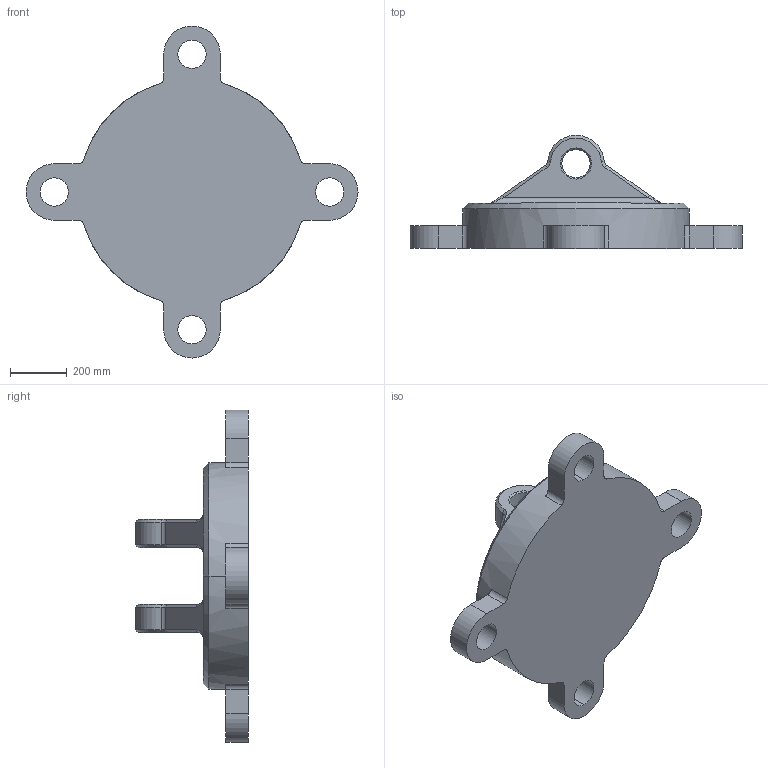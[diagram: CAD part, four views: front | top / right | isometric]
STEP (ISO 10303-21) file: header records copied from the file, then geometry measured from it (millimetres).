
FILE_DESCRIPTION((''),'2;1');
FILE_NAME('BASE','2022-06-25T13:57:30',('luca'),(''),'CREO PARAMETRIC BY PTC INC, 2021404','CREO PARAMETRIC BY PTC INC, 2021404','');
FILE_SCHEMA(('CONFIG_CONTROL_DESIGN'));
Length unit declared in the file: centimetre
Products named in the file (1): BASE
Bounding box: 1174.6 x 399.66 x 1174.6 mm (x, y, z)
Volume: 101127582.1 mm3; surface area: 2098915.4 mm2
Topology: 1 solids, 1 shells, 104 faces, 258 edges, 158 vertices
Faces by surface type: cylinder 36, plane 30, cone 30, bspline 8
Entity records: 3549 total; most frequent: CARTESIAN_POINT 1011, DIRECTION 528, ORIENTED_EDGE 516, EDGE_CURVE 258, AXIS2_PLACEMENT_3D 198, VERTEX_POINT 158, VECTOR 132, LINE 132
